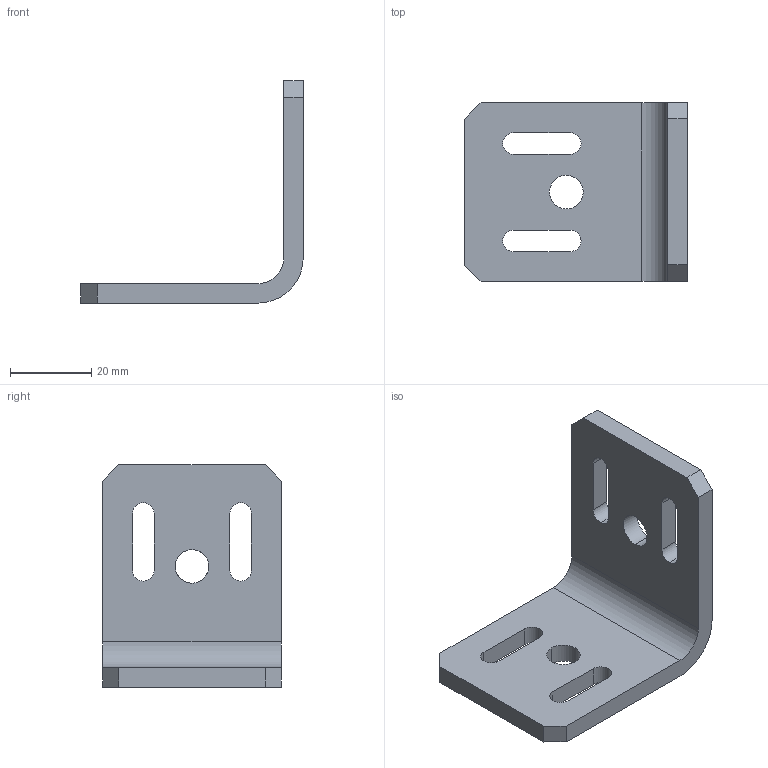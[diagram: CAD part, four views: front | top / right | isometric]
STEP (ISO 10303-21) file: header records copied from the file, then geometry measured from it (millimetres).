
FILE_DESCRIPTION(('VARGEN'),'2;1');
FILE_NAME('7021352.stp','2005-10-10T14:55:18',('SICK AG'),('SICK AG'),'OneSpace Designer STEP processor for AP214 (Solid Model)','OneSpace Designer 13.20A 18-Aug-2005 (C) CoCreate Software GmbH','');
FILE_SCHEMA(('AUTOMOTIVE_DESIGN { 1 0 10303 214 1 1 1 1 }'));
Length unit declared in the file: millimetre
Products named in the file (2): 7021352
Assembly tree (1 placements, depth 2):
  7021352
    7021352
Bounding box: 54.8 x 44 x 54.76 mm (x, y, z)
Volume: 18806.4 mm3; surface area: 10290.4 mm2
Topology: 1 solids, 1 shells, 38 faces, 112 edges, 76 vertices
Faces by surface type: plane 20, cylinder 18
Entity records: 1551 total; most frequent: ORIENTED_EDGE 224, CARTESIAN_POINT 206, DIRECTION 188, EDGE_CURVE 112, VERTEX_POINT 76, VECTOR 72, LINE 72, AXIS2_PLACEMENT_3D 58
